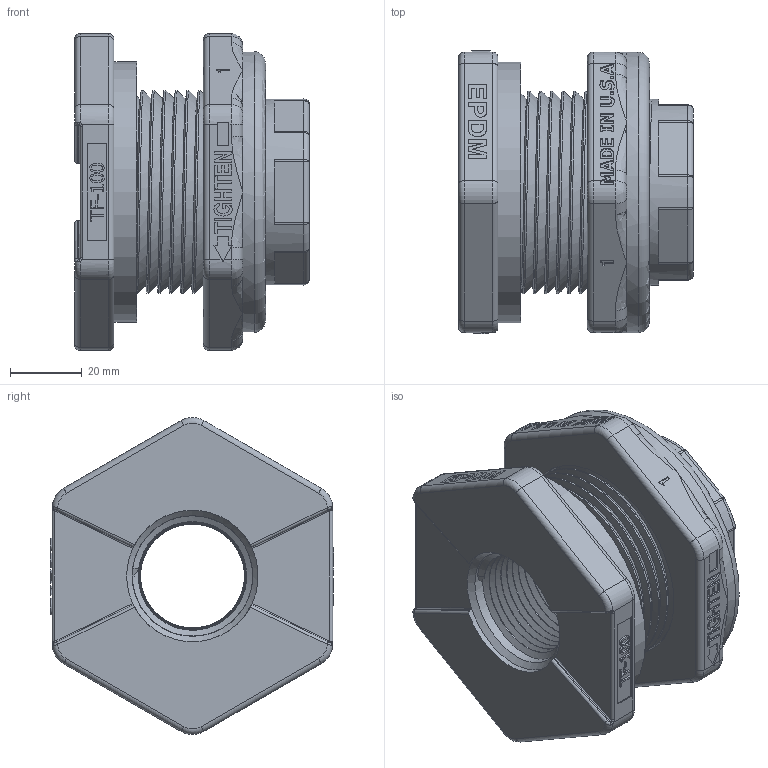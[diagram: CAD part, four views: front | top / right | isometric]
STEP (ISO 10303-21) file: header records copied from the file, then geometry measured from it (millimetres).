
FILE_DESCRIPTION(/* description */ ('1" TANK FLANGE BODY'),/* implementation_level */ '2;1');
FILE_NAME(/* name */ 'TF100.stp',/* time_stamp */ '2014-08-22T10:57:45-04:00',/* author */ ('mclevenger'),/* organization */ (''),/* preprocessor_version */ 'ST-DEVELOPER v15.2',/* originating_system */ 'Autodesk Inventor 2014',/* authorisation */ '');
FILE_SCHEMA (('AUTOMOTIVE_DESIGN { 1 0 10303 214 3 1 1 }'));
Length unit declared in the file: inch
Products named in the file (6): TF101; TF103X; TF103; TF100G; EPDM_020_Blue; TF100
Bounding box: 65.28 x 78.74 x 88.08 mm (x, y, z)
Volume: 182473.5 mm3; surface area: 56045.7 mm2
Topology: 7 solids, 7 shells, 938 faces, 2477 edges, 1604 vertices
Faces by surface type: plane 554, bspline 225, cylinder 95, cone 27, torus 25, sphere 12
Full cylindrical faces by diameter (mm): 28.956 x1, 51.816 x11, 56.515 x1, 57.15 x1, 57.531 x4, 72.39 x1, 77.978 x1
Entity records: 37243 total; most frequent: CARTESIAN_POINT 16420, ORIENTED_EDGE 4678, DIRECTION 3495, EDGE_CURVE 2339, LINE 1613, VECTOR 1613, VERTEX_POINT 1528, EDGE_LOOP 987
